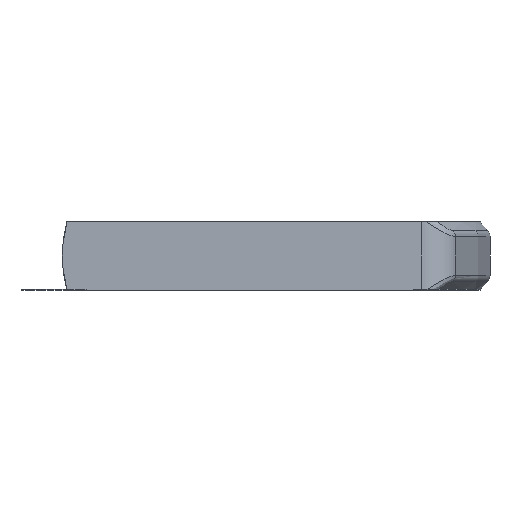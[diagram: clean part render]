
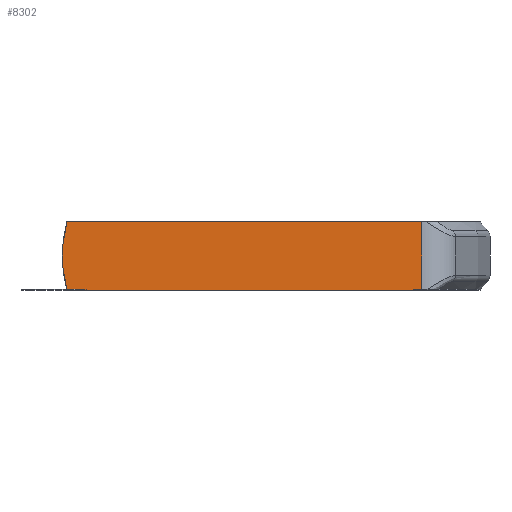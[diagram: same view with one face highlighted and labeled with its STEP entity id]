
A CAD part, left-side view. The second image highlights one B-rep face of the part: STEP entity #8302.
In plain terms, the highlighted planar face has unit normal (-1, 0, 0).
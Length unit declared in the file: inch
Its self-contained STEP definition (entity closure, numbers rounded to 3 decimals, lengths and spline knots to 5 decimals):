
#143=PLANE('',#8817);
#564=FACE_OUTER_BOUND('',#1020,.T.);
#1020=EDGE_LOOP('',(#6384,#6385,#6386,#6387));
#1432=CIRCLE('',#8750,1.45168);
#1614=LINE('',#11658,#2674);
#1907=LINE('',#12674,#2967);
#1908=LINE('',#12675,#2968);
#2674=VECTOR('',#9359,3.90581);
#2967=VECTOR('',#9834,3.90581);
#2968=VECTOR('',#9835,0.75);
#3757=VERTEX_POINT('',#11655);
#3758=VERTEX_POINT('',#11657);
#4012=VERTEX_POINT('',#12220);
#4082=VERTEX_POINT('',#12673);
#4605=EDGE_CURVE('',#3758,#3757,#1614,.T.);
#4871=EDGE_CURVE('',#3757,#4012,#1432,.T.);
#4978=EDGE_CURVE('',#4082,#4012,#1907,.T.);
#4979=EDGE_CURVE('',#4082,#3758,#1908,.T.);
#6384=ORIENTED_EDGE('',*,*,#4978,.F.);
#6385=ORIENTED_EDGE('',*,*,#4979,.T.);
#6386=ORIENTED_EDGE('',*,*,#4605,.T.);
#6387=ORIENTED_EDGE('',*,*,#4871,.T.);
#8302=ADVANCED_FACE('',(#564),#143,.T.);
#8750=AXIS2_PLACEMENT_3D('',#12221,#9654,#9655);
#8817=AXIS2_PLACEMENT_3D('',#12672,#9832,#9833);
#9359=DIRECTION('',(0.,1.,0.));
#9654=DIRECTION('center_axis',(-1.,0.,0.));
#9655=DIRECTION('ref_axis',(0.,1.,0.));
#9832=DIRECTION('center_axis',(-1.,0.,0.));
#9833=DIRECTION('ref_axis',(0.,-1.,0.));
#9834=DIRECTION('',(0.,1.,0.));
#9835=DIRECTION('',(0.,0.,1.));
#11655=CARTESIAN_POINT('',(0.,0.,0.75));
#11657=CARTESIAN_POINT('',(0.,-3.90581,0.75));
#11658=CARTESIAN_POINT('',(0.,-0.07573,0.75));
#12220=CARTESIAN_POINT('',(0.,0.,0.));
#12221=CARTESIAN_POINT('Origin',(0.,-1.4024,
0.375));
#12672=CARTESIAN_POINT('Origin',(0.,-0.07573,
0.));
#12673=CARTESIAN_POINT('',(0.,-3.90581,0.));
#12674=CARTESIAN_POINT('',(0.,-0.07573,0.));
#12675=CARTESIAN_POINT('',(0.,-3.90581,0.));
